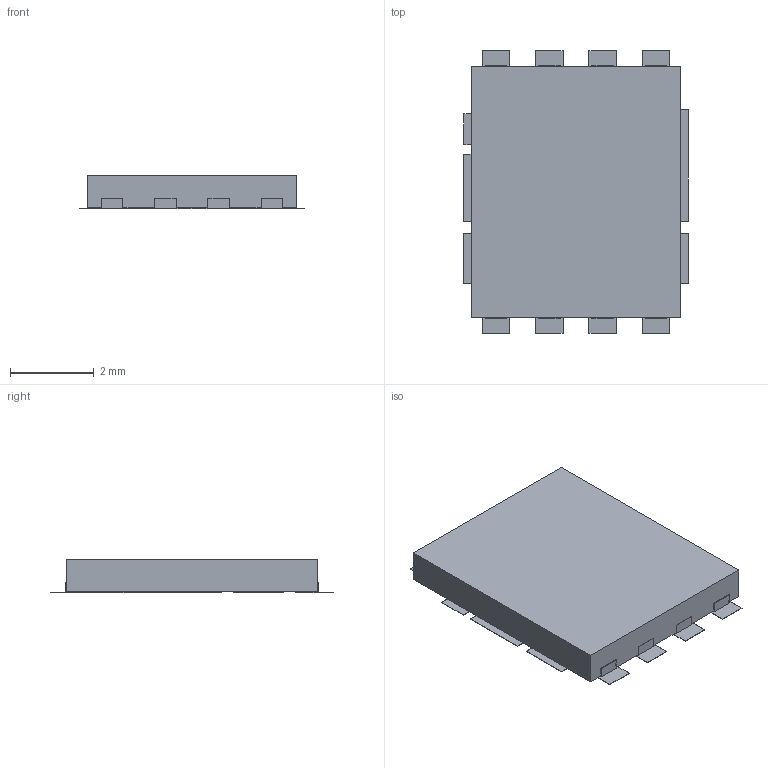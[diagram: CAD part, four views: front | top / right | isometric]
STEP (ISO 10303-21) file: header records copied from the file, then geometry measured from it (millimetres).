
FILE_DESCRIPTION(/* description */ (''),/* implementation_level */ '2;1');
FILE_NAME(/* name */ '300-1074-000_1.stp',/* time_stamp */ '2023-11-01T20:46:01+03:00',/* author */ (''),/* organization */ (''),/* preprocessor_version */ 'ST-DEVELOPER v16.7',/* originating_system */ 'SIEMENS PLM Software NX 12.0',/* authorisation */ '');
FILE_SCHEMA (('AUTOMOTIVE_DESIGN { 1 0 10303 214 3 1 1 1 }'));
Length unit declared in the file: millimetre
Products named in the file (1): 300-1074-000_1
Bounding box: 5.35 x 6.75 x 0.8 mm (x, y, z)
Volume: 23.7 mm3; surface area: 98.2 mm2
Topology: 1 solids, 1 shells, 120 faces, 318 edges, 212 vertices
Faces by surface type: plane 120
Entity records: 4158 total; most frequent: CARTESIAN_POINT 651, ORIENTED_EDGE 636, DIRECTION 560, EDGE_CURVE 318, LINE 318, VECTOR 318, VERTEX_POINT 212, EDGE_LOOP 132
